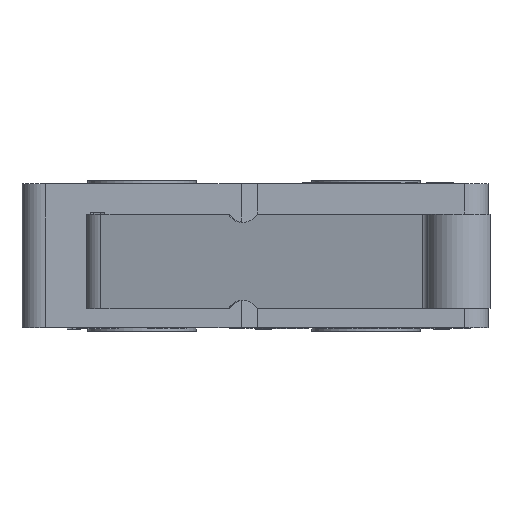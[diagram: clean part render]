
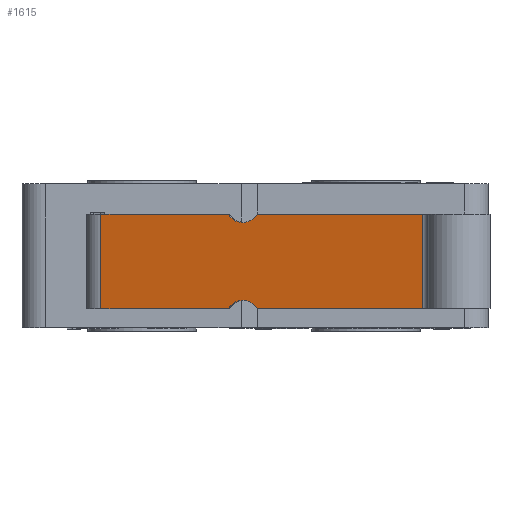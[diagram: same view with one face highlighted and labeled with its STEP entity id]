
A CAD part, top view. The second image highlights one B-rep face of the part: STEP entity #1615.
In plain terms, the highlighted planar face has unit normal (-0.242, 0, 0.97).
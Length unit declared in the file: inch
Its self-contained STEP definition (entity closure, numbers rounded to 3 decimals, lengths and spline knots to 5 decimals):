
#1143=CARTESIAN_POINT('',(0.14382,0.0315,0.40305));
#1144=VERTEX_POINT('',#1143);
#1151=CARTESIAN_POINT('',(-0.06876,0.0315,0.34996));
#1152=VERTEX_POINT('',#1151);
#1153=CARTESIAN_POINT('',(-0.06876,0.0315,0.34996));
#1154=DIRECTION('',(0.97,0.0,0.242));
#1155=VECTOR('',#1154,0.21912);
#1156=LINE('',#1153,#1155);
#1157=EDGE_CURVE('',#1152,#1144,#1156,.T.);
#1389=CARTESIAN_POINT('',(0.19229,0.0315,0.41515));
#1390=VERTEX_POINT('',#1389);
#1397=CARTESIAN_POINT('',(0.16806,0.01575,0.4091));
#1398=DIRECTION('',(0.242,0.,-0.97));
#1399=DIRECTION('',(0.97,0.,0.242));
#1400=AXIS2_PLACEMENT_3D('',#1397,#1398,#1399);
#1401=CIRCLE('',#1400,0.02953);
#1402=EDGE_CURVE('',#1144,#1390,#1401,.T.);
#1412=CARTESIAN_POINT('',(0.14382,0.18898,0.40305));
#1413=VERTEX_POINT('',#1412);
#1422=CARTESIAN_POINT('',(0.19229,0.18898,0.41515));
#1423=VERTEX_POINT('',#1422);
#1424=CARTESIAN_POINT('',(0.16806,0.20472,0.4091));
#1425=DIRECTION('',(0.242,0.,-0.97));
#1426=DIRECTION('',(0.97,0.,0.242));
#1427=AXIS2_PLACEMENT_3D('',#1424,#1425,#1426);
#1428=CIRCLE('',#1427,0.02953);
#1429=EDGE_CURVE('',#1423,#1413,#1428,.T.);
#1498=CARTESIAN_POINT('',(0.46816,0.0315,0.48404));
#1499=VERTEX_POINT('',#1498);
#1507=CARTESIAN_POINT('',(0.19229,0.0315,0.41515));
#1508=DIRECTION('',(0.97,0.0,0.242));
#1509=VECTOR('',#1508,0.28434);
#1510=LINE('',#1507,#1509);
#1511=EDGE_CURVE('',#1390,#1499,#1510,.T.);
#1522=CARTESIAN_POINT('',(0.46816,0.18898,0.48404));
#1523=VERTEX_POINT('',#1522);
#1524=CARTESIAN_POINT('',(0.46816,0.18898,0.48404));
#1525=DIRECTION('',(-0.97,0.0,-0.242));
#1526=VECTOR('',#1525,0.28434);
#1527=LINE('',#1524,#1526);
#1528=EDGE_CURVE('',#1523,#1423,#1527,.T.);
#1583=CARTESIAN_POINT('',(-0.09561,0.02362,0.34325));
#1584=DIRECTION('',(-0.242,0.0,0.97));
#1585=DIRECTION('',(0.97,0.0,0.242));
#1586=AXIS2_PLACEMENT_3D('',#1583,#1584,#1585);
#1587=PLANE('',#1586);
#1588=ORIENTED_EDGE('',*,*,#1402,.T.);
#1589=ORIENTED_EDGE('',*,*,#1511,.T.);
#1590=CARTESIAN_POINT('',(0.46816,0.18898,0.48404));
#1591=DIRECTION('',(0.0,-1.0,0.0));
#1592=VECTOR('',#1591,0.15748);
#1593=LINE('',#1590,#1592);
#1594=EDGE_CURVE('',#1523,#1499,#1593,.T.);
#1595=ORIENTED_EDGE('',*,*,#1594,.F.);
#1596=ORIENTED_EDGE('',*,*,#1528,.T.);
#1597=ORIENTED_EDGE('',*,*,#1429,.T.);
#1598=CARTESIAN_POINT('',(-0.06876,0.18898,0.34996));
#1599=VERTEX_POINT('',#1598);
#1600=CARTESIAN_POINT('',(0.14382,0.18898,0.40305));
#1601=DIRECTION('',(-0.97,0.0,-0.242));
#1602=VECTOR('',#1601,0.21912);
#1603=LINE('',#1600,#1602);
#1604=EDGE_CURVE('',#1413,#1599,#1603,.T.);
#1605=ORIENTED_EDGE('',*,*,#1604,.T.);
#1606=CARTESIAN_POINT('',(-0.06876,0.18898,0.34996));
#1607=DIRECTION('',(0.0,-1.0,0.0));
#1608=VECTOR('',#1607,0.15748);
#1609=LINE('',#1606,#1608);
#1610=EDGE_CURVE('',#1599,#1152,#1609,.T.);
#1611=ORIENTED_EDGE('',*,*,#1610,.T.);
#1612=ORIENTED_EDGE('',*,*,#1157,.T.);
#1613=EDGE_LOOP('',(#1588,#1589,#1595,#1596,#1597,#1605,#1611,#1612));
#1614=FACE_OUTER_BOUND('',#1613,.T.);
#1615=ADVANCED_FACE('',(#1614),#1587,.T.);
